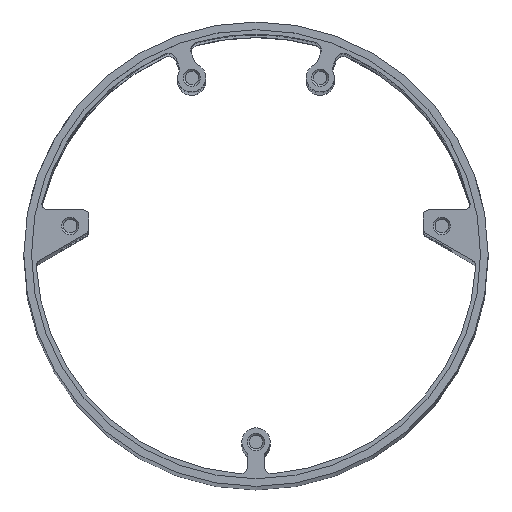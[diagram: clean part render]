
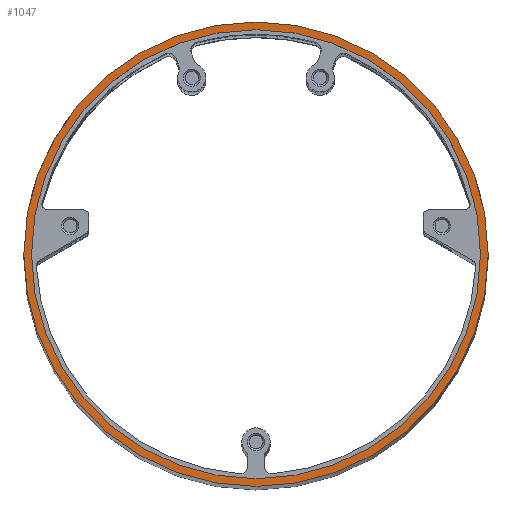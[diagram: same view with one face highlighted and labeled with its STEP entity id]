
A CAD part, top view. The second image highlights one B-rep face of the part: STEP entity #1047.
In plain terms, the highlighted planar face has unit normal (0, 0, 1).
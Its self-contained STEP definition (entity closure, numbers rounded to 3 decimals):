
#1047=ADVANCED_FACE('',(#2469,#2470),#2471,.T.);
#1219=EDGE_CURVE('',#2707,#2707,#2708,.T.);
#1551=EDGE_CURVE('',#3129,#3129,#3130,.T.);
#2469=FACE_BOUND('',#5054,.T.);
#2470=FACE_OUTER_BOUND('',#5055,.T.);
#2471=PLANE('',#5056);
#2707=VERTEX_POINT('',#5525);
#2708=CIRCLE('',#5526,55.6);
#3129=VERTEX_POINT('',#6319);
#3130=CIRCLE('',#6320,57.5);
#5054=EDGE_LOOP('',(#7566));
#5055=EDGE_LOOP('',(#7567));
#5056=AXIS2_PLACEMENT_3D('',#7568,#7569,#7570);
#5525=CARTESIAN_POINT('',(-55.6,0.,0.0));
#5526=AXIS2_PLACEMENT_3D('',#7875,#7876,#7877);
#6319=CARTESIAN_POINT('',(57.5,0.0,0.0));
#6320=AXIS2_PLACEMENT_3D('',#8538,#8539,#8540);
#7566=ORIENTED_EDGE('',*,*,#1219,.T.);
#7567=ORIENTED_EDGE('',*,*,#1551,.T.);
#7568=CARTESIAN_POINT('',(0.0,0.0,0.0));
#7569=DIRECTION('',(0.0,0.0,1.0));
#7570=DIRECTION('',(1.0,0.0,0.0));
#7875=CARTESIAN_POINT('',(0.0,0.0,0.0));
#7876=DIRECTION('',(0.0,0.0,-1.0));
#7877=DIRECTION('',(1.0,0.0,0.0));
#8538=CARTESIAN_POINT('',(0.0,0.0,0.0));
#8539=DIRECTION('',(0.0,0.0,1.0));
#8540=DIRECTION('',(1.0,0.0,0.0));
